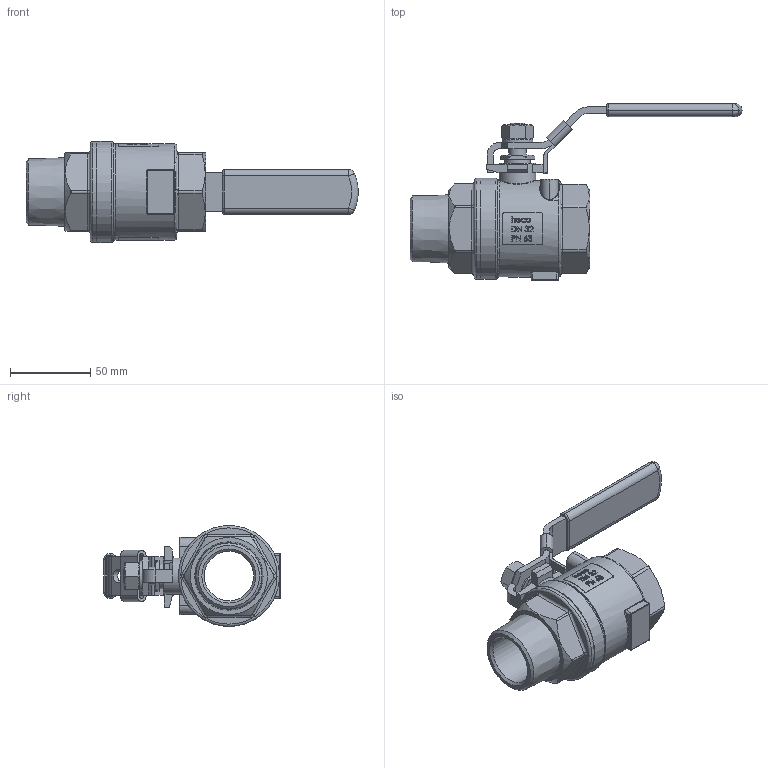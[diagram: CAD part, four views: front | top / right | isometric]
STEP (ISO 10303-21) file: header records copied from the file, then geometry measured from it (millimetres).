
FILE_DESCRIPTION (( 'STEP AP214' ), '1' );
FILE_NAME ('K2-114-0IA-4 Kugelhahn heco step214.STEP', '2012-11-22T15:16:54', ( 'test' ), ( '' ), 'SwSTEP 2.0', 'SolidWorks 2011', '' );
FILE_SCHEMA (( 'AUTOMOTIVE_DESIGN' ));
Length unit declared in the file: millimetre
Products named in the file (1): K2-114-0IA-4 Kugelhahn heco step214
Bounding box: 206.91 x 110 x 63 mm (x, y, z)
Volume: 209610.4 mm3; surface area: 49465.3 mm2
Topology: 1 solids, 1 shells, 708 faces, 1818 edges, 1162 vertices
Faces by surface type: plane 315, bspline 208, cylinder 126, torus 30, cone 25, sphere 4
Full cylindrical faces by diameter (mm): 8 x1, 11 x1, 15.88 x1, 19 x1, 23 x1, 30.8 x1, 38.95 x1, 60 x1, 63 x2
Entity records: 38916 total; most frequent: CARTESIAN_POINT 15626, ORIENTED_EDGE 3544, DIRECTION 2577, EDGE_CURVE 1772, VERTEX_POINT 1148, LINE 885, VECTOR 885, AXIS2_PLACEMENT_3D 846
